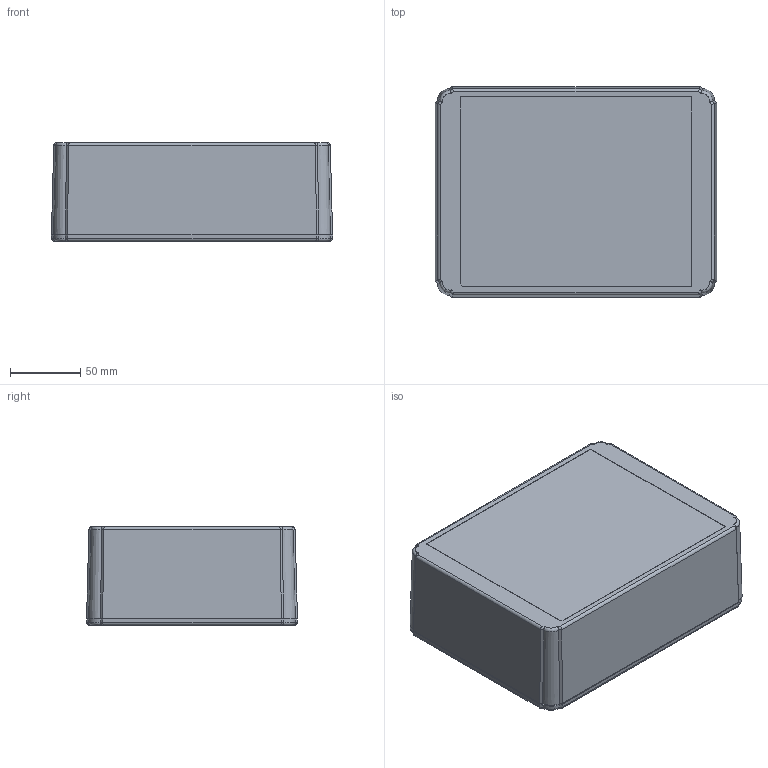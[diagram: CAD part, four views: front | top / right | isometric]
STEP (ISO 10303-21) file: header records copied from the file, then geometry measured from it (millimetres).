
FILE_DESCRIPTION(/* description */ (''),/* implementation_level */ '2;1');
FILE_NAME(/* name */ 'RL6655.iam.stp',/* time_stamp */ '2019-03-28T10:24:18-04:00',/* author */ ('MBeerman'),/* organization */ (''),/* preprocessor_version */ 'ST-DEVELOPER v17.2',/* originating_system */ 'Autodesk Inventor 2019',/* authorisation */ '');
FILE_SCHEMA (('AUTOMOTIVE_DESIGN { 1 0 10303 214 3 1 1 }'));
Length unit declared in the file: millimetre
Products named in the file (4): RL6655; 6655B; 20015005_0; (screw M2.6X 20mm FH)
Assembly tree (6 placements, depth 2):
  RL6655
    6655B
    20015005_0
    (screw M2.6X 20mm FH)  x4
Bounding box: 200 x 150 x 70 mm (x, y, z)
Volume: 288109.5 mm3; surface area: 218662.1 mm2
Topology: 6 solids, 6 shells, 560 faces, 1474 edges, 972 vertices
Faces by surface type: plane 356, cylinder 100, cone 76, bspline 16, torus 12
Full cylindrical faces by diameter (mm): 2 x6, 2.2 x6, 2.5 x4, 3.01 x4, 3.2 x8, 5 x12, 5.72 x4, 6 x8, 7 x4
Entity records: 15432 total; most frequent: CARTESIAN_POINT 3403, ORIENTED_EDGE 2504, DIRECTION 2436, EDGE_CURVE 1252, VERTEX_POINT 822, AXIS2_PLACEMENT_3D 819, LINE 798, VECTOR 798
